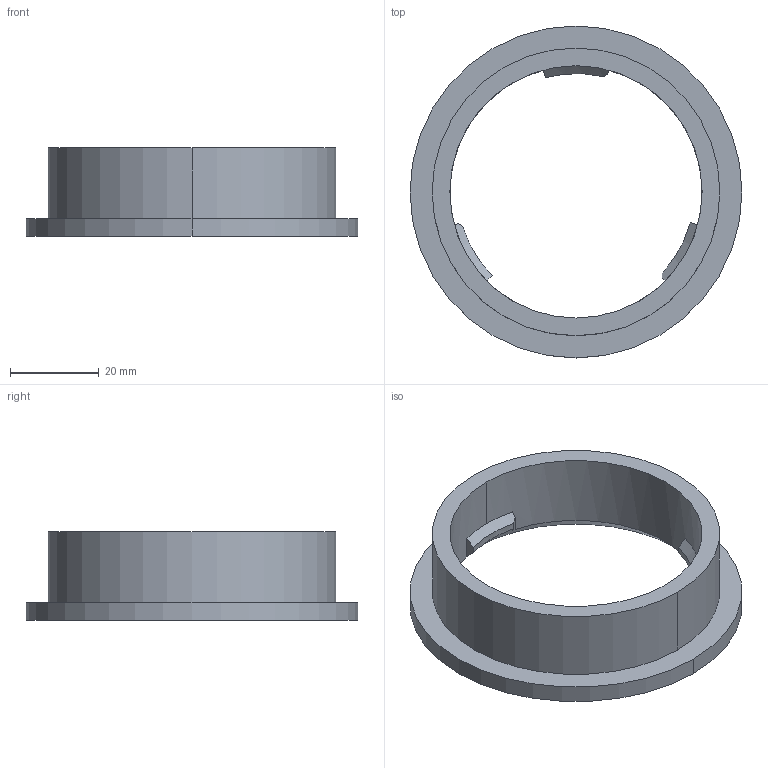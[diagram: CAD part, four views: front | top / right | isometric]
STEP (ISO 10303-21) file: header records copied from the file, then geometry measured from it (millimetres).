
FILE_DESCRIPTION (( 'STEP AP214' ), '1' );
FILE_NAME ('Pot_Adapter.STEP', '2021-01-18T09:21:54', ( '' ), ( '' ), '', '', '' );
FILE_SCHEMA (( 'AUTOMOTIVE_DESIGN' ));
Length unit declared in the file: millimetre
Products named in the file (1): Pot_Adapter
Bounding box: 75 x 75 x 20 mm (x, y, z)
Volume: 18833.7 mm3; surface area: 11256.3 mm2
Topology: 1 solids, 1 shells, 26 faces, 68 edges, 45 vertices
Faces by surface type: plane 12, cylinder 9, cone 5
Entity records: 855 total; most frequent: CARTESIAN_POINT 158, DIRECTION 143, ORIENTED_EDGE 136, EDGE_CURVE 68, AXIS2_PLACEMENT_3D 54, VERTEX_POINT 45, LINE 35, VECTOR 35
